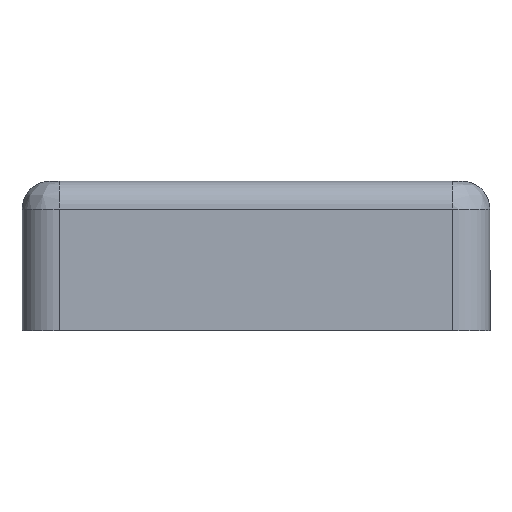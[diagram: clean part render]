
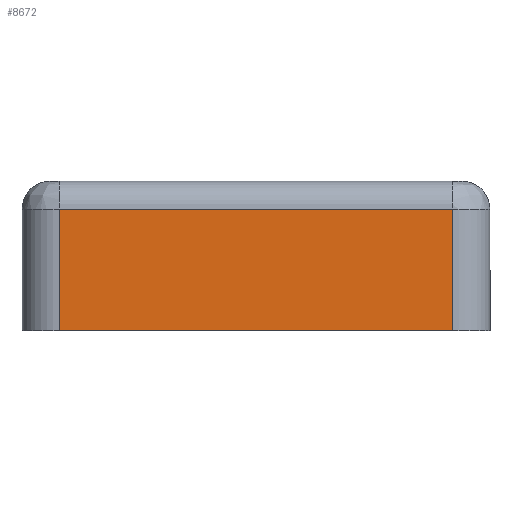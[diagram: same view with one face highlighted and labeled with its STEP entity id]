
A CAD part, left-side view. The second image highlights one B-rep face of the part: STEP entity #8672.
In plain terms, the highlighted planar face has unit normal (-1, 0, 0).
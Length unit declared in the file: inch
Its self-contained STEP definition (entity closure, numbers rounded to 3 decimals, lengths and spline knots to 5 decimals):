
#317 = CARTESIAN_POINT ( 'NONE',  ( -1.9685, 0.82677, 0.62992 ) ) ;
#410 = CARTESIAN_POINT ( 'NONE',  ( -1.9685, 0.82677, 0. ) ) ;
#484 = DIRECTION ( 'NONE',  ( 0., 0., 1. ) ) ;
#643 = LINE ( 'NONE', #317, #7792 ) ;
#731 = ORIENTED_EDGE ( 'NONE', *, *, #3447, .F. ) ;
#934 = CARTESIAN_POINT ( 'NONE',  ( -1.9685, -0.98425, 0.51181 ) ) ;
#977 = DIRECTION ( 'NONE',  ( 0., -1., 0. ) ) ;
#1191 = VECTOR ( 'NONE', #5361, 39.37008 ) ;
#1465 = VERTEX_POINT ( 'NONE', #5314 ) ;
#1805 = VERTEX_POINT ( 'NONE', #3331 ) ;
#1915 = EDGE_LOOP ( 'NONE', ( #8274, #6867, #4324, #731 ) ) ;
#2901 = VECTOR ( 'NONE', #977, 39.37008 ) ;
#2911 = CARTESIAN_POINT ( 'NONE',  ( -1.9685, -0.82677, 0.62992 ) ) ;
#2962 = CARTESIAN_POINT ( 'NONE',  ( -1.9685, 0.98425, 0.62992 ) ) ;
#3331 = CARTESIAN_POINT ( 'NONE',  ( -1.9685, -0.82677, 0.51181 ) ) ;
#3447 = EDGE_CURVE ( 'NONE', #1805, #6638, #8496, .T. ) ;
#4324 = ORIENTED_EDGE ( 'NONE', *, *, #8711, .F. ) ;
#4888 = VERTEX_POINT ( 'NONE', #410 ) ;
#5266 = VECTOR ( 'NONE', #6172, 39.37008 ) ;
#5314 = CARTESIAN_POINT ( 'NONE',  ( -1.9685, 0.82677, 0.51181 ) ) ;
#5361 = DIRECTION ( 'NONE',  ( 0., 0., -1. ) ) ;
#5469 = LINE ( 'NONE', #6019, #5266 ) ;
#5776 = EDGE_CURVE ( 'NONE', #1465, #1805, #6663, .T. ) ;
#6019 = CARTESIAN_POINT ( 'NONE',  ( -1.9685, 0.98425, 0. ) ) ;
#6172 = DIRECTION ( 'NONE',  ( 0., 1., 0. ) ) ;
#6448 = DIRECTION ( 'NONE',  ( 0., 0., -1. ) ) ;
#6463 = DIRECTION ( 'NONE',  ( 1., 0., 0. ) ) ;
#6602 = PLANE ( 'NONE',  #6654 ) ;
#6638 = VERTEX_POINT ( 'NONE', #7912 ) ;
#6654 = AXIS2_PLACEMENT_3D ( 'NONE', #2962, #6463, #6448 ) ;
#6663 = LINE ( 'NONE', #934, #2901 ) ;
#6867 = ORIENTED_EDGE ( 'NONE', *, *, #7094, .F. ) ;
#7094 = EDGE_CURVE ( 'NONE', #4888, #1465, #643, .T. ) ;
#7792 = VECTOR ( 'NONE', #484, 39.37008 ) ;
#7912 = CARTESIAN_POINT ( 'NONE',  ( -1.9685, -0.82677, 0. ) ) ;
#8274 = ORIENTED_EDGE ( 'NONE', *, *, #5776, .F. ) ;
#8496 = LINE ( 'NONE', #2911, #1191 ) ;
#8672 = ADVANCED_FACE ( 'NONE', ( #8732 ), #6602, .F. ) ;
#8711 = EDGE_CURVE ( 'NONE', #6638, #4888, #5469, .T. ) ;
#8732 = FACE_OUTER_BOUND ( 'NONE', #1915, .T. ) ;
